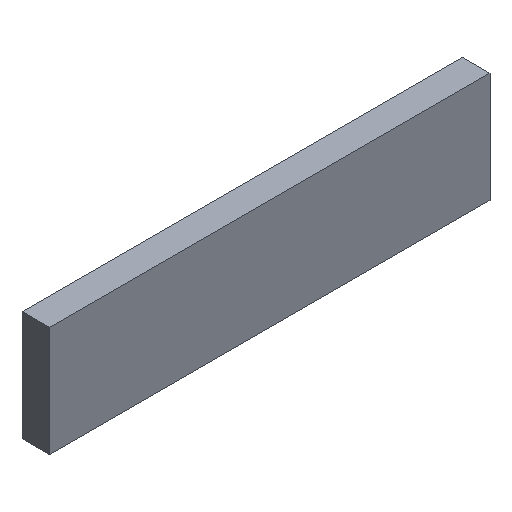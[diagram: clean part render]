
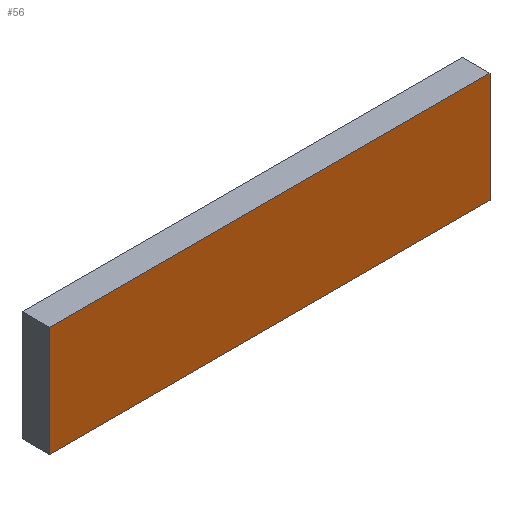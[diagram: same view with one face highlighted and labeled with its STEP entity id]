
A CAD part, isometric view. The second image highlights one B-rep face of the part: STEP entity #56.
In plain terms, the highlighted planar face has unit normal (0, -1, 0).
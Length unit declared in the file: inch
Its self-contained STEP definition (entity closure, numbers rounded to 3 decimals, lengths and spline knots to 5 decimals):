
#11 = AXIS2_PLACEMENT_3D ( 'NONE', #162, #161, #160 ) ;
#16 = FACE_OUTER_BOUND ( 'NONE', #198, .T. ) ;
#26 = VECTOR ( 'NONE', #150, 39.37008 ) ;
#29 = VECTOR ( 'NONE', #157, 39.37008 ) ;
#31 = VECTOR ( 'NONE', #126, 39.37008 ) ;
#42 = VECTOR ( 'NONE', #114, 39.37008 ) ;
#56 = ADVANCED_FACE ( 'NONE', ( #16 ), #163, .F. ) ;
#57 = EDGE_CURVE ( 'NONE', #181, #183, #159, .T. ) ;
#59 = EDGE_CURVE ( 'NONE', #183, #178, #152, .T. ) ;
#66 = EDGE_CURVE ( 'NONE', #178, #179, #128, .T. ) ;
#70 = EDGE_CURVE ( 'NONE', #179, #181, #116, .T. ) ;
#102 = CARTESIAN_POINT ( 'NONE',  ( 1., 0., -0.25 ) ) ;
#104 = CARTESIAN_POINT ( 'NONE',  ( 1., 0., 0. ) ) ;
#106 = CARTESIAN_POINT ( 'NONE',  ( 0., 0., 0. ) ) ;
#107 = CARTESIAN_POINT ( 'NONE',  ( 0., 0., -0.25 ) ) ;
#114 = DIRECTION ( 'NONE',  ( 1., 0., 0. ) ) ;
#115 = CARTESIAN_POINT ( 'NONE',  ( 0., 0., 0. ) ) ;
#116 = LINE ( 'NONE', #115, #42 ) ;
#126 = DIRECTION ( 'NONE',  ( 0., 0., 1. ) ) ;
#127 = CARTESIAN_POINT ( 'NONE',  ( 0., 0., -0.25 ) ) ;
#128 = LINE ( 'NONE', #127, #31 ) ;
#150 = DIRECTION ( 'NONE',  ( -1., 0., 0. ) ) ;
#151 = CARTESIAN_POINT ( 'NONE',  ( 1., 0., -0.25 ) ) ;
#152 = LINE ( 'NONE', #151, #26 ) ;
#157 = DIRECTION ( 'NONE',  ( 0., 0., -1. ) ) ;
#158 = CARTESIAN_POINT ( 'NONE',  ( 1., 0., 0. ) ) ;
#159 = LINE ( 'NONE', #158, #29 ) ;
#160 = DIRECTION ( 'NONE',  ( 0., 0., 1. ) ) ;
#161 = DIRECTION ( 'NONE',  ( 0., 1., 0. ) ) ;
#162 = CARTESIAN_POINT ( 'NONE',  ( 0., 0., 0. ) ) ;
#163 = PLANE ( 'NONE',  #11 ) ;
#178 = VERTEX_POINT ( 'NONE', #107 ) ;
#179 = VERTEX_POINT ( 'NONE', #106 ) ;
#181 = VERTEX_POINT ( 'NONE', #104 ) ;
#183 = VERTEX_POINT ( 'NONE', #102 ) ;
#186 = ORIENTED_EDGE ( 'NONE', *, *, #57, .F. ) ;
#187 = ORIENTED_EDGE ( 'NONE', *, *, #59, .F. ) ;
#188 = ORIENTED_EDGE ( 'NONE', *, *, #66, .F. ) ;
#189 = ORIENTED_EDGE ( 'NONE', *, *, #70, .F. ) ;
#198 = EDGE_LOOP ( 'NONE', ( #188, #187, #186, #189 ) ) ;
